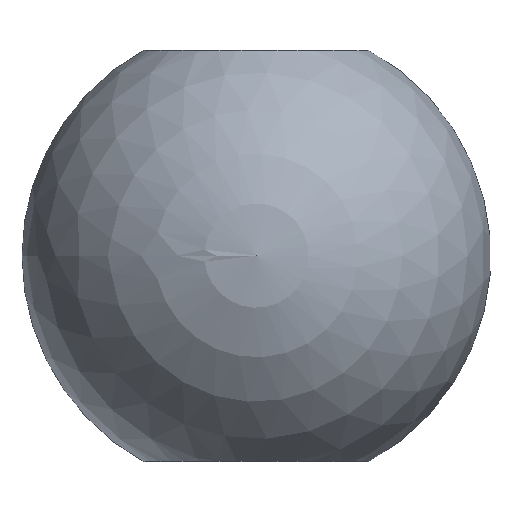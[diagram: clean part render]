
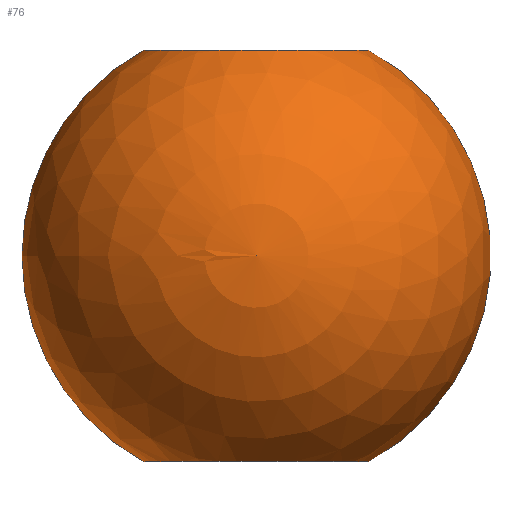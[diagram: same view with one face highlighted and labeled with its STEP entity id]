
A CAD part, top view. The second image highlights one B-rep face of the part: STEP entity #76.
In plain terms, the highlighted spherical face has radius 12.5 mm.
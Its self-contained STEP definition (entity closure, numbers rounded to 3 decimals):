
#5 = VERTEX_POINT ( 'NONE', #187 ) ;
#8 = DIRECTION ( 'NONE',  ( -1., 0., 0. ) ) ;
#9 = AXIS2_PLACEMENT_3D ( 'NONE', #26, #27, #81 ) ;
#13 = DIRECTION ( 'NONE',  ( 0., 0., -1. ) ) ;
#21 = EDGE_CURVE ( 'NONE', #40, #37, #144, .T. ) ;
#23 = ORIENTED_EDGE ( 'NONE', *, *, #58, .F. ) ;
#26 = CARTESIAN_POINT ( 'NONE',  ( 0., -10.966, 0. ) ) ;
#27 = DIRECTION ( 'NONE',  ( 0., -1., 0. ) ) ;
#28 = FACE_OUTER_BOUND ( 'NONE', #153, .T. ) ;
#37 = VERTEX_POINT ( 'NONE', #84 ) ;
#40 = VERTEX_POINT ( 'NONE', #154 ) ;
#41 = CARTESIAN_POINT ( 'NONE',  ( 0., 0., 0. ) ) ;
#58 = EDGE_CURVE ( 'NONE', #5, #172, #166, .T. ) ;
#61 = AXIS2_PLACEMENT_3D ( 'NONE', #143, #100, #8 ) ;
#65 = AXIS2_PLACEMENT_3D ( 'NONE', #186, #156, #66 ) ;
#66 = DIRECTION ( 'NONE',  ( 1., 0., 0. ) ) ;
#75 = ORIENTED_EDGE ( 'NONE', *, *, #21, .T. ) ;
#76 = ADVANCED_FACE ( 'NONE', ( #28 ), #142, .T. ) ;
#80 = CARTESIAN_POINT ( 'NONE',  ( 6., -10.966, 0. ) ) ;
#81 = DIRECTION ( 'NONE',  ( 1., 0., 0. ) ) ;
#83 = AXIS2_PLACEMENT_3D ( 'NONE', #184, #13, #161 ) ;
#84 = CARTESIAN_POINT ( 'NONE',  ( -6., -10.966, 0. ) ) ;
#89 = CIRCLE ( 'NONE', #9, 6. ) ;
#90 = ORIENTED_EDGE ( 'NONE', *, *, #129, .F. ) ;
#91 = ORIENTED_EDGE ( 'NONE', *, *, #102, .T. ) ;
#100 = DIRECTION ( 'NONE',  ( 0., 0., -1. ) ) ;
#102 = EDGE_CURVE ( 'NONE', #5, #40, #126, .T. ) ;
#124 = DIRECTION ( 'NONE',  ( 0., 0., 1. ) ) ;
#126 = CIRCLE ( 'NONE', #65, 6. ) ;
#129 = EDGE_CURVE ( 'NONE', #172, #37, #89, .T. ) ;
#137 = AXIS2_PLACEMENT_3D ( 'NONE', #41, #124, #174 ) ;
#142 = SPHERICAL_SURFACE ( 'NONE', #61, 12.5 ) ;
#143 = CARTESIAN_POINT ( 'NONE',  ( 0., 0., 0. ) ) ;
#144 = CIRCLE ( 'NONE', #137, 12.5 ) ;
#153 = EDGE_LOOP ( 'NONE', ( #23, #91, #75, #90 ) ) ;
#154 = CARTESIAN_POINT ( 'NONE',  ( -6., 10.966, 0. ) ) ;
#156 = DIRECTION ( 'NONE',  ( 0., -1., 0. ) ) ;
#161 = DIRECTION ( 'NONE',  ( -1., 0., 0. ) ) ;
#166 = CIRCLE ( 'NONE', #83, 12.5 ) ;
#172 = VERTEX_POINT ( 'NONE', #80 ) ;
#174 = DIRECTION ( 'NONE',  ( 1., 0., 0. ) ) ;
#184 = CARTESIAN_POINT ( 'NONE',  ( 0., 0., 0. ) ) ;
#186 = CARTESIAN_POINT ( 'NONE',  ( 0., 10.966, 0. ) ) ;
#187 = CARTESIAN_POINT ( 'NONE',  ( 6., 10.966, 0. ) ) ;
